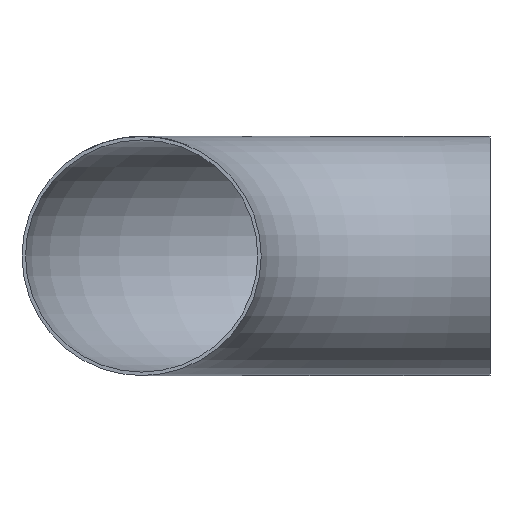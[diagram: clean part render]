
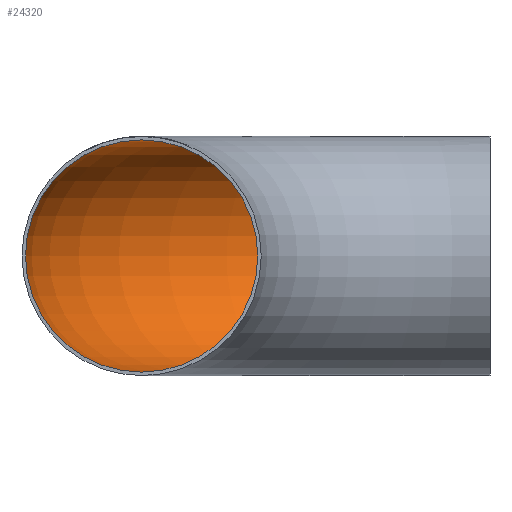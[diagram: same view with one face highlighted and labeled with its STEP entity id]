
A CAD part, front view. The second image highlights one B-rep face of the part: STEP entity #24320.
In plain terms, the highlighted toroidal (fillet/blend) face has major radius 300 mm and minor radius 100 mm.
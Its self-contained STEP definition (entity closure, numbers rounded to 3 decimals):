
#830 = CARTESIAN_POINT ( 'NONE',  ( 0., 400., 0. ) ) ;
#1851 = FACE_OUTER_BOUND ( 'NONE', #20662, .T. ) ;
#1945 = CIRCLE ( 'NONE', #25634, 100. ) ;
#5259 = VERTEX_POINT ( 'NONE', #18223 ) ;
#6630 = DIRECTION ( 'NONE',  ( 0., 1., 0. ) ) ;
#6855 = TOROIDAL_SURFACE ( 'NONE', #16868, 300., 100. ) ;
#6932 = ORIENTED_EDGE ( 'NONE', *, *, #11802, .T. ) ;
#8833 = DIRECTION ( 'NONE',  ( -1., 0., 0. ) ) ;
#10779 = DIRECTION ( 'NONE',  ( 1., 0., 0. ) ) ;
#11549 = VERTEX_POINT ( 'NONE', #830 ) ;
#11570 = DIRECTION ( 'NONE',  ( 0., 1., 0. ) ) ;
#11708 = CARTESIAN_POINT ( 'NONE',  ( -300., 0., 0. ) ) ;
#11802 = EDGE_CURVE ( 'NONE', #11549, #11549, #1945, .T. ) ;
#14734 = AXIS2_PLACEMENT_3D ( 'NONE', #11708, #11570, #20381 ) ;
#14966 = DIRECTION ( 'NONE',  ( 0., 0., -1. ) ) ;
#15020 = EDGE_CURVE ( 'NONE', #5259, #5259, #17918, .T. ) ;
#16868 = AXIS2_PLACEMENT_3D ( 'NONE', #23516, #14966, #8833 ) ;
#17738 = CARTESIAN_POINT ( 'NONE',  ( 0., 300., 0. ) ) ;
#17918 = CIRCLE ( 'NONE', #14734, 100. ) ;
#18223 = CARTESIAN_POINT ( 'NONE',  ( -300., 0., 100. ) ) ;
#20381 = DIRECTION ( 'NONE',  ( 0., 0., 1. ) ) ;
#20662 = EDGE_LOOP ( 'NONE', ( #6932 ) ) ;
#21848 = ORIENTED_EDGE ( 'NONE', *, *, #15020, .F. ) ;
#23516 = CARTESIAN_POINT ( 'NONE',  ( 0., 0., 0. ) ) ;
#24320 = ADVANCED_FACE ( 'NONE', ( #1851, #25948 ), #6855, .F. ) ;
#25634 = AXIS2_PLACEMENT_3D ( 'NONE', #17738, #10779, #6630 ) ;
#25948 = FACE_OUTER_BOUND ( 'NONE', #27099, .T. ) ;
#27099 = EDGE_LOOP ( 'NONE', ( #21848 ) ) ;
